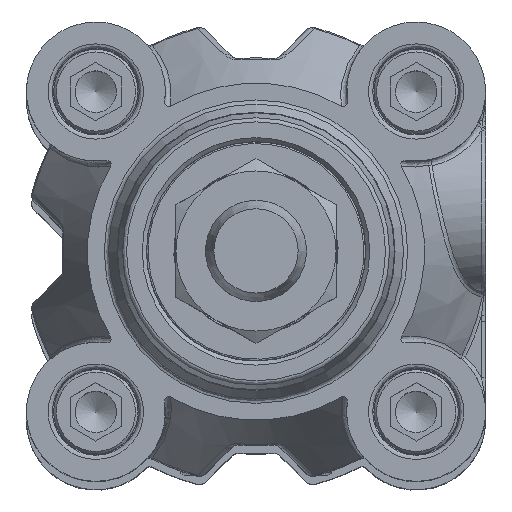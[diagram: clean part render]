
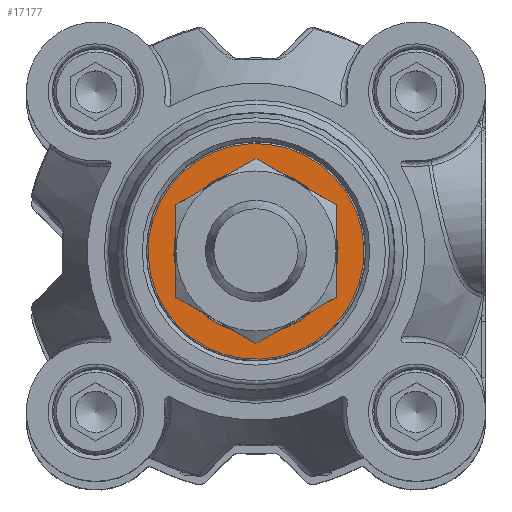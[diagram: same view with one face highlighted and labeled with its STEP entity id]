
A CAD part, top view. The second image highlights one B-rep face of the part: STEP entity #17177.
In plain terms, the highlighted planar face has unit normal (0, 0, 1).
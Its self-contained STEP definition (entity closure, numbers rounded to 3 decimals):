
#1516=FACE_BOUND('',#3810,.T.);
#1795=PLANE('',#18893);
#2783=FACE_OUTER_BOUND('',#3809,.T.);
#3809=EDGE_LOOP('',(#14559,#14560));
#3810=EDGE_LOOP('',(#14561,#14562));
#7225=CIRCLE('',#18894,12.8);
#7226=CIRCLE('',#18895,12.8);
#7227=CIRCLE('',#18896,9.75);
#7228=CIRCLE('',#18897,9.75);
#8559=VERTEX_POINT('',#29521);
#8560=VERTEX_POINT('',#29522);
#8561=VERTEX_POINT('',#29525);
#8562=VERTEX_POINT('',#29526);
#10667=EDGE_CURVE('',#8559,#8560,#7225,.T.);
#10668=EDGE_CURVE('',#8560,#8559,#7226,.T.);
#10669=EDGE_CURVE('',#8561,#8562,#7227,.T.);
#10670=EDGE_CURVE('',#8562,#8561,#7228,.T.);
#14559=ORIENTED_EDGE('',*,*,#10667,.T.);
#14560=ORIENTED_EDGE('',*,*,#10668,.T.);
#14561=ORIENTED_EDGE('',*,*,#10669,.F.);
#14562=ORIENTED_EDGE('',*,*,#10670,.F.);
#17177=ADVANCED_FACE('',(#2783,#1516),#1795,.F.);
#18893=AXIS2_PLACEMENT_3D('',#29520,#22492,#22493);
#18894=AXIS2_PLACEMENT_3D('',#29523,#22494,#22495);
#18895=AXIS2_PLACEMENT_3D('',#29524,#22496,#22497);
#18896=AXIS2_PLACEMENT_3D('',#29527,#22498,#22499);
#18897=AXIS2_PLACEMENT_3D('',#29528,#22500,#22501);
#22492=DIRECTION('center_axis',(0.,0.,
-1.));
#22493=DIRECTION('ref_axis',(-0.734,-0.679,0.));
#22494=DIRECTION('center_axis',(0.,0.,
1.));
#22495=DIRECTION('ref_axis',(0.734,0.679,0.));
#22496=DIRECTION('center_axis',(0.,0.,
1.));
#22497=DIRECTION('ref_axis',(0.734,0.679,0.));
#22498=DIRECTION('center_axis',(0.,0.,
1.));
#22499=DIRECTION('ref_axis',(0.734,0.679,0.));
#22500=DIRECTION('center_axis',(0.,0.,
1.));
#22501=DIRECTION('ref_axis',(0.734,0.679,0.));
#29520=CARTESIAN_POINT('Origin',(-8.688,9.4,58.3));
#29521=CARTESIAN_POINT('',(9.4,8.688,58.3));
#29522=CARTESIAN_POINT('',(-9.4,-8.688,58.3));
#29523=CARTESIAN_POINT('Origin',(0.,0.,
58.3));
#29524=CARTESIAN_POINT('Origin',(0.,0.,
58.3));
#29525=CARTESIAN_POINT('',(7.16,6.618,58.3));
#29526=CARTESIAN_POINT('',(-7.16,-6.618,58.3));
#29527=CARTESIAN_POINT('Origin',(0.,0.,
58.3));
#29528=CARTESIAN_POINT('Origin',(0.,0.,
58.3));
